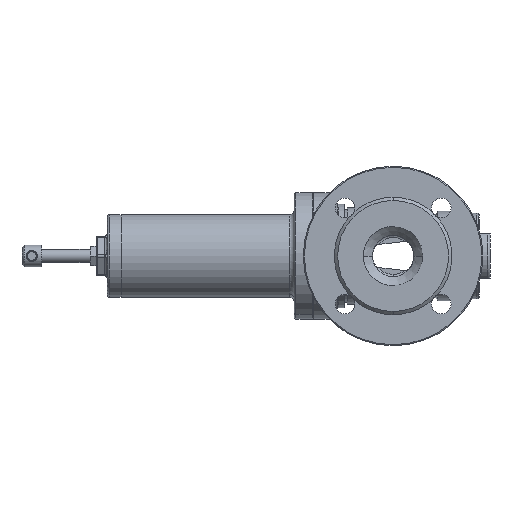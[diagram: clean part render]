
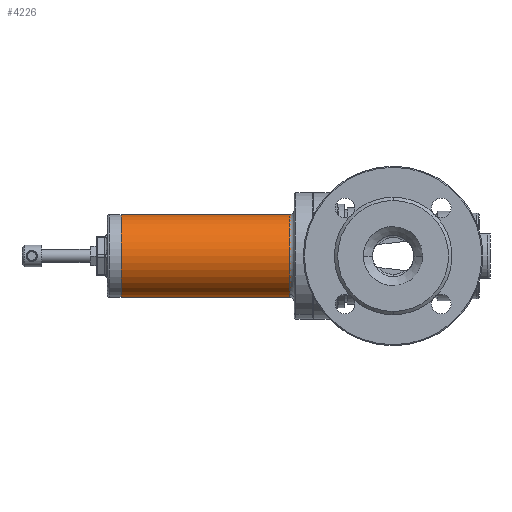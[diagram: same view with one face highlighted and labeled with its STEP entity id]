
A CAD part, left-side view. The second image highlights one B-rep face of the part: STEP entity #4226.
In plain terms, the highlighted cylindrical face has radius 38 mm (diameter 76 mm), a partial arc.
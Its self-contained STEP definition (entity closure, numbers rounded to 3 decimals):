
#278 = VERTEX_POINT ( 'NONE', #8283 ) ;
#2717 = FACE_OUTER_BOUND ( 'NONE', #17481, .T. ) ;
#2910 = VECTOR ( 'NONE', #15350, 1000. ) ;
#4226 = ADVANCED_FACE ( 'NONE', ( #2717 ), #16832, .T. ) ;
#4455 = CIRCLE ( 'NONE', #15840, 38. ) ;
#5233 = EDGE_CURVE ( 'NONE', #5684, #15275, #10004, .T. ) ;
#5282 = ORIENTED_EDGE ( 'NONE', *, *, #16367, .F. ) ;
#5372 = DIRECTION ( 'NONE',  ( 0., -1., 0. ) ) ;
#5536 = CARTESIAN_POINT ( 'NONE',  ( 0., 250., 0. ) ) ;
#5684 = VERTEX_POINT ( 'NONE', #8201 ) ;
#5719 = ORIENTED_EDGE ( 'NONE', *, *, #15258, .T. ) ;
#5880 = AXIS2_PLACEMENT_3D ( 'NONE', #5536, #15171, #16420 ) ;
#6091 = CARTESIAN_POINT ( 'NONE',  ( 0., 251.5, 38. ) ) ;
#6130 = ORIENTED_EDGE ( 'NONE', *, *, #12054, .T. ) ;
#6421 = CIRCLE ( 'NONE', #5880, 38. ) ;
#6802 = DIRECTION ( 'NONE',  ( 0., 0., -1. ) ) ;
#6967 = CARTESIAN_POINT ( 'NONE',  ( 0., 91.5, -38. ) ) ;
#7166 = AXIS2_PLACEMENT_3D ( 'NONE', #13540, #5372, #12180 ) ;
#7187 = CARTESIAN_POINT ( 'NONE',  ( 0., 251.5, -38. ) ) ;
#7586 = DIRECTION ( 'NONE',  ( 0., -1., 0. ) ) ;
#8108 = VERTEX_POINT ( 'NONE', #10845 ) ;
#8201 = CARTESIAN_POINT ( 'NONE',  ( 0., 250., -38. ) ) ;
#8283 = CARTESIAN_POINT ( 'NONE',  ( 0., 250., 38. ) ) ;
#8365 = DIRECTION ( 'NONE',  ( 0., 1., 0. ) ) ;
#10004 = LINE ( 'NONE', #7187, #2910 ) ;
#10845 = CARTESIAN_POINT ( 'NONE',  ( 0., 91.5, 38. ) ) ;
#12042 = ORIENTED_EDGE ( 'NONE', *, *, #5233, .T. ) ;
#12054 = EDGE_CURVE ( 'NONE', #278, #5684, #6421, .T. ) ;
#12180 = DIRECTION ( 'NONE',  ( 0., 0., 1. ) ) ;
#13540 = CARTESIAN_POINT ( 'NONE',  ( 0., 251.5, 0. ) ) ;
#13866 = LINE ( 'NONE', #6091, #15777 ) ;
#14929 = CARTESIAN_POINT ( 'NONE',  ( 0., 91.5, 0. ) ) ;
#15171 = DIRECTION ( 'NONE',  ( 0., -1., 0. ) ) ;
#15258 = EDGE_CURVE ( 'NONE', #15275, #8108, #4455, .T. ) ;
#15275 = VERTEX_POINT ( 'NONE', #6967 ) ;
#15350 = DIRECTION ( 'NONE',  ( 0., -1., 0. ) ) ;
#15777 = VECTOR ( 'NONE', #7586, 1000. ) ;
#15840 = AXIS2_PLACEMENT_3D ( 'NONE', #14929, #8365, #6802 ) ;
#16367 = EDGE_CURVE ( 'NONE', #278, #8108, #13866, .T. ) ;
#16420 = DIRECTION ( 'NONE',  ( 0., 0., -1. ) ) ;
#16832 = CYLINDRICAL_SURFACE ( 'NONE', #7166, 38. ) ;
#17481 = EDGE_LOOP ( 'NONE', ( #6130, #12042, #5719, #5282 ) ) ;
